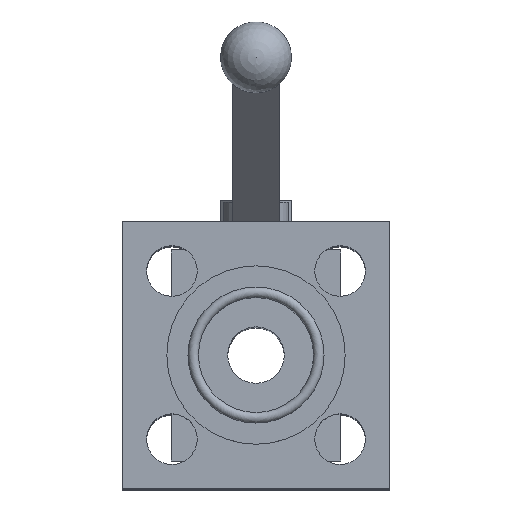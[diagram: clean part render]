
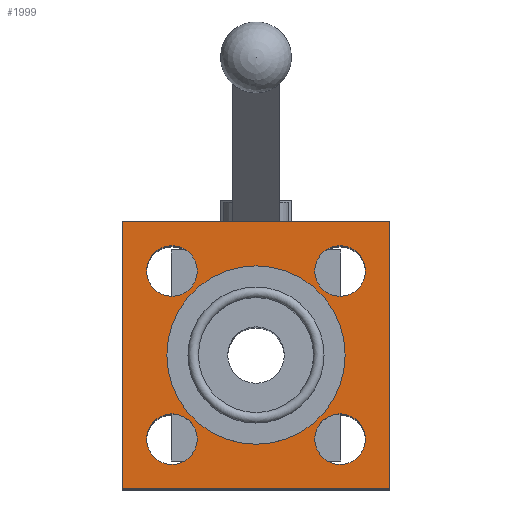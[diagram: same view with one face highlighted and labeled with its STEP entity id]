
A CAD part, top view. The second image highlights one B-rep face of the part: STEP entity #1999.
In plain terms, the highlighted planar face has unit normal (0, 0, 1).
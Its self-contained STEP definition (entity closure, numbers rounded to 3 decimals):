
#95=LINE('',#2763,#229);
#99=LINE('',#2772,#233);
#102=LINE('',#2778,#236);
#105=LINE('',#2804,#239);
#229=VECTOR('',#2352,1000.);
#233=VECTOR('',#2358,1000.);
#236=VECTOR('',#2363,1000.);
#239=VECTOR('',#2392,1000.);
#447=ORIENTED_EDGE('',*,*,#754,.T.);
#448=ORIENTED_EDGE('',*,*,#777,.F.);
#449=ORIENTED_EDGE('',*,*,#775,.F.);
#450=ORIENTED_EDGE('',*,*,#773,.F.);
#451=ORIENTED_EDGE('',*,*,#771,.F.);
#452=ORIENTED_EDGE('',*,*,#760,.T.);
#453=ORIENTED_EDGE('',*,*,#764,.T.);
#454=ORIENTED_EDGE('',*,*,#767,.T.);
#455=ORIENTED_EDGE('',*,*,#778,.T.);
#754=EDGE_CURVE('',#928,#928,#1022,.F.);
#760=EDGE_CURVE('',#934,#935,#95,.T.);
#764=EDGE_CURVE('',#935,#938,#99,.T.);
#767=EDGE_CURVE('',#938,#940,#102,.T.);
#771=EDGE_CURVE('',#943,#943,#1029,.T.);
#773=EDGE_CURVE('',#945,#945,#1031,.T.);
#775=EDGE_CURVE('',#947,#947,#1033,.T.);
#777=EDGE_CURVE('',#949,#949,#1035,.T.);
#778=EDGE_CURVE('',#940,#934,#105,.T.);
#928=VERTEX_POINT('',#2743);
#934=VERTEX_POINT('',#2764);
#935=VERTEX_POINT('',#2765);
#938=VERTEX_POINT('',#2773);
#940=VERTEX_POINT('',#2779);
#943=VERTEX_POINT('',#2787);
#945=VERTEX_POINT('',#2792);
#947=VERTEX_POINT('',#2797);
#949=VERTEX_POINT('',#2802);
#1022=CIRCLE('',#2094,30.);
#1029=CIRCLE('',#2113,8.5);
#1031=CIRCLE('',#2116,8.5);
#1033=CIRCLE('',#2119,8.5);
#1035=CIRCLE('',#2122,8.5);
#1112=EDGE_LOOP('',(#447));
#1113=EDGE_LOOP('',(#448));
#1114=EDGE_LOOP('',(#449));
#1115=EDGE_LOOP('',(#450));
#1116=EDGE_LOOP('',(#451));
#1117=EDGE_LOOP('',(#452,#453,#454,#455));
#1244=FACE_BOUND('',#1112,.T.);
#1245=FACE_BOUND('',#1113,.T.);
#1246=FACE_BOUND('',#1114,.T.);
#1247=FACE_BOUND('',#1115,.T.);
#1248=FACE_BOUND('',#1116,.T.);
#1249=FACE_BOUND('',#1117,.T.);
#1332=PLANE('',#2125);
#1999=ADVANCED_FACE('',(#1244,#1245,#1246,#1247,#1248,#1249),#1332,.T.);
#2094=AXIS2_PLACEMENT_3D('',#2742,#2322,#2323);
#2113=AXIS2_PLACEMENT_3D('',#2786,#2370,#2371);
#2116=AXIS2_PLACEMENT_3D('',#2791,#2376,#2377);
#2119=AXIS2_PLACEMENT_3D('',#2796,#2382,#2383);
#2122=AXIS2_PLACEMENT_3D('',#2801,#2388,#2389);
#2125=AXIS2_PLACEMENT_3D('',#2807,#2396,#2397);
#2322=DIRECTION('',(0.,0.,1.));
#2323=DIRECTION('',(1.,0.,0.));
#2352=DIRECTION('',(0.,-1.,0.));
#2358=DIRECTION('',(1.,0.,0.));
#2363=DIRECTION('',(0.,1.,0.));
#2370=DIRECTION('',(0.,0.,1.));
#2371=DIRECTION('',(1.,0.,0.));
#2376=DIRECTION('',(0.,0.,1.));
#2377=DIRECTION('',(1.,0.,0.));
#2382=DIRECTION('',(0.,0.,1.));
#2383=DIRECTION('',(1.,0.,0.));
#2388=DIRECTION('',(0.,0.,1.));
#2389=DIRECTION('',(1.,0.,0.));
#2392=DIRECTION('',(-1.,0.,0.));
#2396=DIRECTION('',(0.,0.,1.));
#2397=DIRECTION('',(1.,0.,0.));
#2742=CARTESIAN_POINT('',(0.,0.,-4.74));
#2743=CARTESIAN_POINT('',(30.,0.,-4.74));
#2763=CARTESIAN_POINT('',(-45.,45.,-4.74));
#2764=CARTESIAN_POINT('',(-45.,45.,-4.74));
#2765=CARTESIAN_POINT('',(-45.,-45.,-4.74));
#2772=CARTESIAN_POINT('',(-45.,-45.,-4.74));
#2773=CARTESIAN_POINT('',(45.,-45.,-4.74));
#2778=CARTESIAN_POINT('',(45.,-45.,-4.74));
#2779=CARTESIAN_POINT('',(45.,45.,-4.74));
#2786=CARTESIAN_POINT('',(28.284,28.284,-4.74));
#2787=CARTESIAN_POINT('',(36.784,28.284,-4.74));
#2791=CARTESIAN_POINT('',(28.284,-28.284,-4.74));
#2792=CARTESIAN_POINT('',(36.784,-28.284,-4.74));
#2796=CARTESIAN_POINT('',(-28.284,28.284,-4.74));
#2797=CARTESIAN_POINT('',(-19.784,28.284,-4.74));
#2801=CARTESIAN_POINT('',(-28.284,-28.284,-4.74));
#2802=CARTESIAN_POINT('',(-19.784,-28.284,-4.74));
#2804=CARTESIAN_POINT('',(45.,45.,-4.74));
#2807=CARTESIAN_POINT('',(0.,0.,-4.74));
